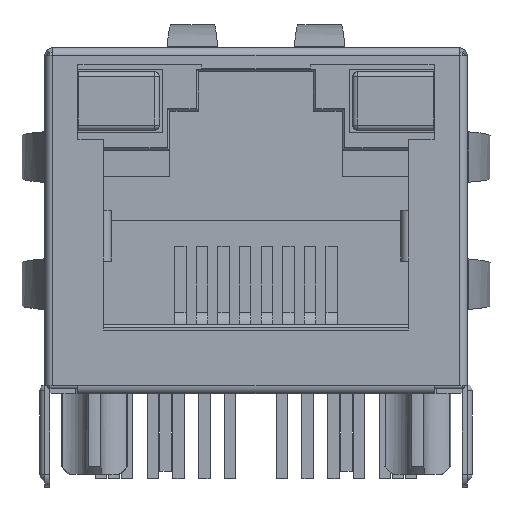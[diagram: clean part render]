
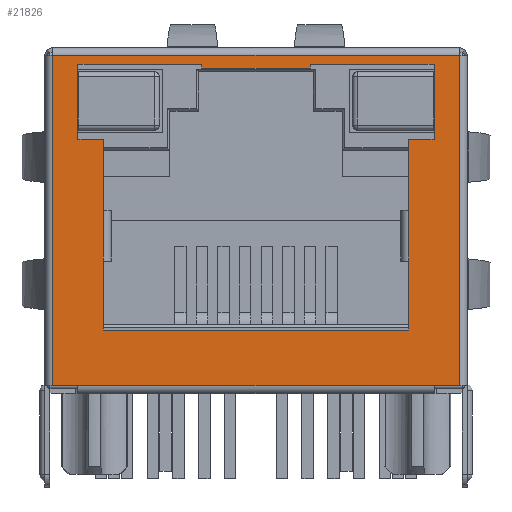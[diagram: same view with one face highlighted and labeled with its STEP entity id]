
A CAD part, front view. The second image highlights one B-rep face of the part: STEP entity #21826.
In plain terms, the highlighted face is planar.
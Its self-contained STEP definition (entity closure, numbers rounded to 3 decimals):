
#1079=PLANE('',#23003);
#1746=LINE('',#28539,#3191);
#1748=LINE('',#28543,#3193);
#1750=LINE('',#28547,#3195);
#1752=LINE('',#28551,#3197);
#1754=LINE('',#28555,#3199);
#1756=LINE('',#28559,#3201);
#1759=LINE('',#28565,#3204);
#1762=LINE('',#28571,#3207);
#1765=LINE('',#28577,#3210);
#1777=LINE('',#28614,#3222);
#1784=LINE('',#28631,#3229);
#1885=LINE('',#29038,#3330);
#1910=LINE('',#29113,#3355);
#2141=LINE('',#32350,#3586);
#2142=LINE('',#32352,#3587);
#2144=LINE('',#32355,#3589);
#2311=LINE('',#32987,#3756);
#2318=LINE('',#33017,#3763);
#2328=LINE('',#33036,#3773);
#2336=LINE('',#33059,#3781);
#2347=LINE('',#33081,#3792);
#2348=LINE('',#33082,#3793);
#3191=VECTOR('',#24481,1000.);
#3193=VECTOR('',#24485,1000.);
#3195=VECTOR('',#24489,1000.);
#3197=VECTOR('',#24493,1000.);
#3199=VECTOR('',#24497,1000.);
#3201=VECTOR('',#24501,1000.);
#3204=VECTOR('',#24506,1000.);
#3207=VECTOR('',#24511,1000.);
#3210=VECTOR('',#24516,1000.);
#3222=VECTOR('',#24546,1000.);
#3229=VECTOR('',#24557,1000.);
#3330=VECTOR('',#24998,1000.);
#3355=VECTOR('',#25081,1000.);
#3586=VECTOR('',#25818,1000.);
#3587=VECTOR('',#25821,1000.);
#3589=VECTOR('',#25825,1000.);
#3756=VECTOR('',#26216,1000.);
#3763=VECTOR('',#26249,1000.);
#3773=VECTOR('',#26269,1000.);
#3781=VECTOR('',#26303,1000.);
#3792=VECTOR('',#26336,1000.);
#3793=VECTOR('',#26337,1000.);
#7452=ORIENTED_EDGE('',*,*,#9393,.T.);
#7453=ORIENTED_EDGE('',*,*,#9412,.T.);
#7454=ORIENTED_EDGE('',*,*,#10626,.T.);
#7455=ORIENTED_EDGE('',*,*,#9676,.T.);
#7456=ORIENTED_EDGE('',*,*,#10350,.T.);
#7457=ORIENTED_EDGE('',*,*,#9409,.T.);
#7458=ORIENTED_EDGE('',*,*,#10627,.T.);
#7459=ORIENTED_EDGE('',*,*,#9638,.F.);
#7460=ORIENTED_EDGE('',*,*,#10348,.T.);
#7461=ORIENTED_EDGE('',*,*,#9406,.T.);
#7462=ORIENTED_EDGE('',*,*,#10347,.T.);
#7463=ORIENTED_EDGE('',*,*,#9403,.T.);
#7464=ORIENTED_EDGE('',*,*,#9401,.T.);
#7465=ORIENTED_EDGE('',*,*,#9399,.T.);
#7466=ORIENTED_EDGE('',*,*,#9397,.T.);
#7467=ORIENTED_EDGE('',*,*,#9395,.T.);
#7468=ORIENTED_EDGE('',*,*,#10589,.F.);
#7469=ORIENTED_EDGE('',*,*,#10601,.F.);
#7470=ORIENTED_EDGE('',*,*,#10574,.T.);
#7471=ORIENTED_EDGE('',*,*,#9438,.T.);
#7472=ORIENTED_EDGE('',*,*,#10615,.T.);
#7473=ORIENTED_EDGE('',*,*,#9430,.F.);
#9393=EDGE_CURVE('',#11497,#11496,#1746,.T.);
#9395=EDGE_CURVE('',#11498,#11497,#1748,.T.);
#9397=EDGE_CURVE('',#11499,#11498,#1750,.T.);
#9399=EDGE_CURVE('',#11500,#11499,#1752,.T.);
#9401=EDGE_CURVE('',#11501,#11500,#1754,.T.);
#9403=EDGE_CURVE('',#11502,#11501,#1756,.T.);
#9406=EDGE_CURVE('',#11504,#11503,#1759,.T.);
#9409=EDGE_CURVE('',#11506,#11505,#1762,.T.);
#9412=EDGE_CURVE('',#11496,#11507,#1765,.T.);
#9430=EDGE_CURVE('',#11523,#11524,#1777,.T.);
#9438=EDGE_CURVE('',#11532,#11531,#1784,.T.);
#9638=EDGE_CURVE('',#11657,#11655,#1885,.T.);
#9676=EDGE_CURVE('',#11679,#11678,#1910,.T.);
#10347=EDGE_CURVE('',#11503,#11502,#2141,.T.);
#10348=EDGE_CURVE('',#11657,#11504,#2142,.T.);
#10350=EDGE_CURVE('',#11678,#11506,#2144,.T.);
#10574=EDGE_CURVE('',#11511,#11532,#2311,.T.);
#10589=EDGE_CURVE('',#11516,#11523,#2318,.T.);
#10601=EDGE_CURVE('',#11511,#11516,#2328,.T.);
#10615=EDGE_CURVE('',#11531,#11524,#2336,.T.);
#10626=EDGE_CURVE('',#11507,#11679,#2347,.T.);
#10627=EDGE_CURVE('',#11505,#11655,#2348,.T.);
#11496=VERTEX_POINT('',#28538);
#11497=VERTEX_POINT('',#28540);
#11498=VERTEX_POINT('',#28544);
#11499=VERTEX_POINT('',#28548);
#11500=VERTEX_POINT('',#28552);
#11501=VERTEX_POINT('',#28556);
#11502=VERTEX_POINT('',#28560);
#11503=VERTEX_POINT('',#28564);
#11504=VERTEX_POINT('',#28566);
#11505=VERTEX_POINT('',#28570);
#11506=VERTEX_POINT('',#28572);
#11507=VERTEX_POINT('',#28576);
#11511=VERTEX_POINT('',#28586);
#11516=VERTEX_POINT('',#28598);
#11523=VERTEX_POINT('',#28613);
#11524=VERTEX_POINT('',#28615);
#11531=VERTEX_POINT('',#28630);
#11532=VERTEX_POINT('',#28632);
#11655=VERTEX_POINT('',#29033);
#11657=VERTEX_POINT('',#29037);
#11678=VERTEX_POINT('',#29112);
#11679=VERTEX_POINT('',#29114);
#13573=EDGE_LOOP('',(#7452,#7453,#7454,#7455,#7456,#7457,#7458,#7459,#7460,
#7461,#7462,#7463,#7464,#7465,#7466,#7467));
#13574=EDGE_LOOP('',(#7468,#7469,#7470,#7471,#7472,#7473));
#14542=FACE_BOUND('',#13573,.T.);
#14543=FACE_BOUND('',#13574,.T.);
#21826=ADVANCED_FACE('',(#14542,#14543),#1079,.T.);
#23003=AXIS2_PLACEMENT_3D('',#33080,#26334,#26335);
#24481=DIRECTION('',(0.,0.,1.));
#24485=DIRECTION('',(0.,-1.,0.));
#24489=DIRECTION('',(0.,0.,-1.));
#24493=DIRECTION('',(0.,-1.,0.));
#24497=DIRECTION('',(0.,0.,1.));
#24501=DIRECTION('',(0.,-1.,0.));
#24506=DIRECTION('',(0.,1.,0.));
#24511=DIRECTION('',(0.,1.,0.));
#24516=DIRECTION('',(0.,1.,0.));
#24546=DIRECTION('',(0.,1.,0.));
#24557=DIRECTION('',(0.,-1.,0.));
#24998=DIRECTION('',(0.,0.,1.));
#25081=DIRECTION('',(0.,0.,1.));
#25818=DIRECTION('',(0.,0.,-1.));
#25821=DIRECTION('',(0.,0.,-1.));
#25825=DIRECTION('',(0.,0.,1.));
#26216=DIRECTION('',(0.,0.,1.));
#26249=DIRECTION('',(0.,0.,1.));
#26269=DIRECTION('',(0.,-1.,0.));
#26303=DIRECTION('',(0.,-1.,0.));
#26334=DIRECTION('',(1.,0.,0.));
#26335=DIRECTION('',(0.,0.,-1.));
#26336=DIRECTION('',(0.,0.,1.));
#26337=DIRECTION('',(0.,0.,-1.));
#28538=CARTESIAN_POINT('',(16.4,-7.,-3.2));
#28539=CARTESIAN_POINT('',(16.4,-7.,-6.15));
#28540=CARTESIAN_POINT('',(16.4,-7.,-6.15));
#28543=CARTESIAN_POINT('',(16.4,-2.13,-6.15));
#28544=CARTESIAN_POINT('',(16.4,-2.13,-6.15));
#28547=CARTESIAN_POINT('',(16.4,-2.13,-6.));
#28548=CARTESIAN_POINT('',(16.4,-2.13,-6.));
#28551=CARTESIAN_POINT('',(16.4,2.13,-6.));
#28552=CARTESIAN_POINT('',(16.4,2.13,-6.));
#28555=CARTESIAN_POINT('',(16.4,2.13,-6.15));
#28556=CARTESIAN_POINT('',(16.4,2.13,-6.15));
#28559=CARTESIAN_POINT('',(16.4,7.,-6.15));
#28560=CARTESIAN_POINT('',(16.4,7.,-6.15));
#28564=CARTESIAN_POINT('',(16.4,7.,-3.2));
#28565=CARTESIAN_POINT('',(16.4,6.,-3.2));
#28566=CARTESIAN_POINT('',(16.4,6.,-3.2));
#28570=CARTESIAN_POINT('',(16.4,6.,4.3));
#28571=CARTESIAN_POINT('',(16.4,-6.,4.3));
#28572=CARTESIAN_POINT('',(16.4,-6.,4.3));
#28576=CARTESIAN_POINT('',(16.4,-6.,-3.2));
#28577=CARTESIAN_POINT('',(16.4,-7.,-3.2));
#28586=CARTESIAN_POINT('',(16.4,8.,-6.5));
#28598=CARTESIAN_POINT('',(16.4,-8.,-6.5));
#28613=CARTESIAN_POINT('',(16.4,-8.,6.5));
#28614=CARTESIAN_POINT('',(16.4,-8.,6.5));
#28615=CARTESIAN_POINT('',(16.4,-7.,6.5));
#28630=CARTESIAN_POINT('',(16.4,7.,6.5));
#28631=CARTESIAN_POINT('',(16.4,8.,6.5));
#28632=CARTESIAN_POINT('',(16.4,8.,6.5));
#29033=CARTESIAN_POINT('',(16.4,6.,1.589));
#29037=CARTESIAN_POINT('',(16.4,6.,-0.411));
#29038=CARTESIAN_POINT('',(16.4,6.,-0.411));
#29112=CARTESIAN_POINT('',(16.4,-6.,1.589));
#29113=CARTESIAN_POINT('',(16.4,-6.,-0.411));
#29114=CARTESIAN_POINT('',(16.4,-6.,-0.411));
#32350=CARTESIAN_POINT('',(16.4,7.,-3.2));
#32352=CARTESIAN_POINT('',(16.4,6.,4.3));
#32355=CARTESIAN_POINT('',(16.4,-6.,-3.2));
#32987=CARTESIAN_POINT('',(16.4,8.,-6.8));
#33017=CARTESIAN_POINT('',(16.4,-8.,-6.8));
#33036=CARTESIAN_POINT('',(16.4,8.,-6.5));
#33059=CARTESIAN_POINT('',(16.4,8.,6.5));
#33080=CARTESIAN_POINT('',(16.4,8.,-6.8));
#33081=CARTESIAN_POINT('',(16.4,-6.,-3.2));
#33082=CARTESIAN_POINT('',(16.4,6.,4.3));
